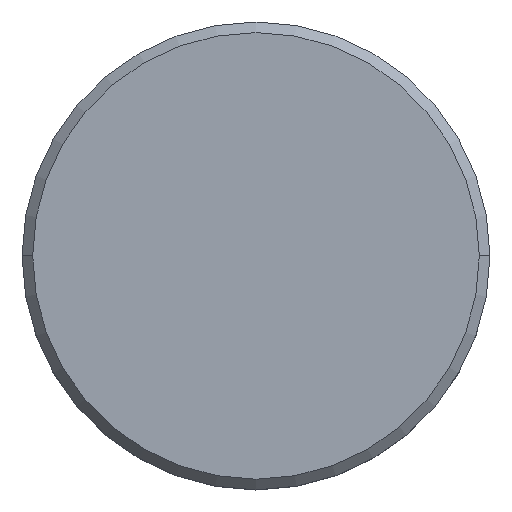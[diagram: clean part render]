
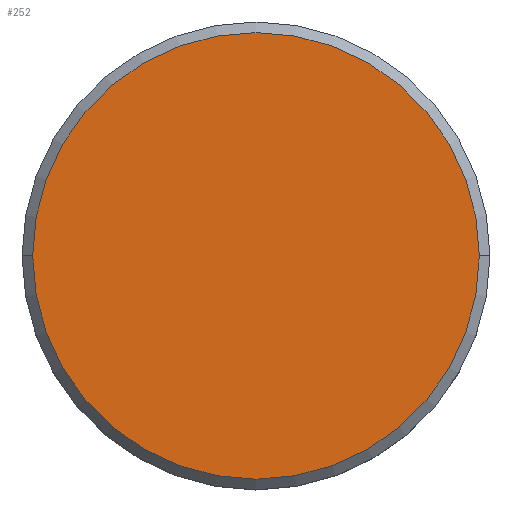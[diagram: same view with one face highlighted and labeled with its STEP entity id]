
A CAD part, top view. The second image highlights one B-rep face of the part: STEP entity #252.
In plain terms, the highlighted planar face has unit normal (0, 0, 1).
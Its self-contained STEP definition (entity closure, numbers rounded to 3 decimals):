
#74 = DIRECTION ( 'NONE',  ( 0., 0., 1. ) ) ;
#76 = VERTEX_POINT ( 'NONE', #975 ) ;
#107 = AXIS2_PLACEMENT_3D ( 'NONE', #296, #671, #215 ) ;
#199 = PLANE ( 'NONE',  #107 ) ;
#211 = EDGE_CURVE ( 'NONE', #713, #76, #1120, .T. ) ;
#215 = DIRECTION ( 'NONE',  ( 1., 0., 0. ) ) ;
#252 = ADVANCED_FACE ( 'NONE', ( #415 ), #199, .T. ) ;
#296 = CARTESIAN_POINT ( 'NONE',  ( 0., 0., 0. ) ) ;
#330 = DIRECTION ( 'NONE',  ( 1., 0., 0. ) ) ;
#415 = FACE_OUTER_BOUND ( 'NONE', #672, .T. ) ;
#605 = AXIS2_PLACEMENT_3D ( 'NONE', #895, #74, #1084 ) ;
#634 = ORIENTED_EDGE ( 'NONE', *, *, #823, .T. ) ;
#651 = ORIENTED_EDGE ( 'NONE', *, *, #211, .T. ) ;
#671 = DIRECTION ( 'NONE',  ( 0., 0., 1. ) ) ;
#672 = EDGE_LOOP ( 'NONE', ( #634, #651 ) ) ;
#705 = AXIS2_PLACEMENT_3D ( 'NONE', #782, #1145, #330 ) ;
#713 = VERTEX_POINT ( 'NONE', #869 ) ;
#767 = CIRCLE ( 'NONE', #705, 10.5 ) ;
#782 = CARTESIAN_POINT ( 'NONE',  ( 0., 0., 0. ) ) ;
#823 = EDGE_CURVE ( 'NONE', #76, #713, #767, .T. ) ;
#869 = CARTESIAN_POINT ( 'NONE',  ( 10.5, 0., 0. ) ) ;
#895 = CARTESIAN_POINT ( 'NONE',  ( 0., 0., 0. ) ) ;
#975 = CARTESIAN_POINT ( 'NONE',  ( -10.5, 0., 0. ) ) ;
#1084 = DIRECTION ( 'NONE',  ( 1., 0., 0. ) ) ;
#1120 = CIRCLE ( 'NONE', #605, 10.5 ) ;
#1145 = DIRECTION ( 'NONE',  ( 0., 0., 1. ) ) ;
